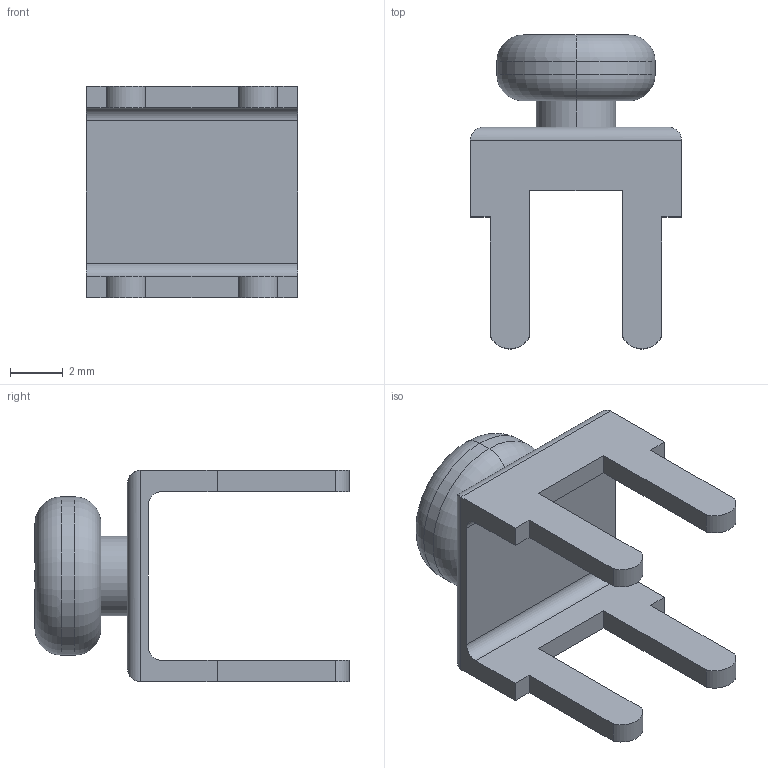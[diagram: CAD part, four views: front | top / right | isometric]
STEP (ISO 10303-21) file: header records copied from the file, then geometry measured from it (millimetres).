
FILE_DESCRIPTION (( 'STEP AP214' ), '1' );
FILE_NAME ('KLS8 CW1-Ì3.STEP', '2023-08-08T07:20:49', ( '' ), ( '' ), 'SwSTEP 2.0', 'SolidWorks 2021', '' );
FILE_SCHEMA (( 'AUTOMOTIVE_DESIGN' ));
Length unit declared in the file: millimetre
Products named in the file (1): KLS8 CW1-ﾌ3
Bounding box: 8 x 11.9 x 8 mm (x, y, z)
Volume: 162.9 mm3; surface area: 414.4 mm2
Topology: 1 solids, 1 shells, 58 faces, 154 edges, 100 vertices
Faces by surface type: plane 40, cylinder 14, torus 4
Entity records: 1848 total; most frequent: CARTESIAN_POINT 383, ORIENTED_EDGE 308, DIRECTION 284, EDGE_CURVE 154, VECTOR 106, LINE 106, VERTEX_POINT 100, AXIS2_PLACEMENT_3D 89
